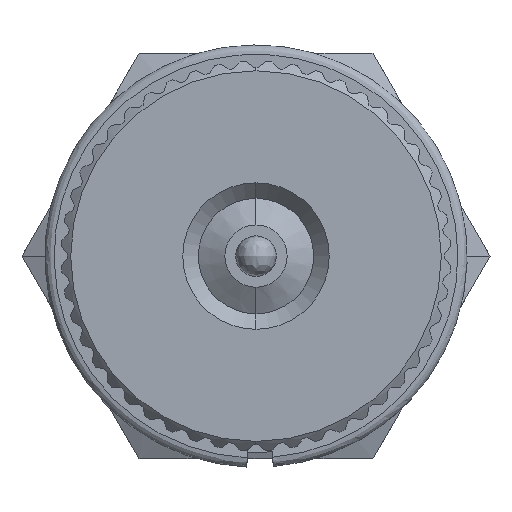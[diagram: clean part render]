
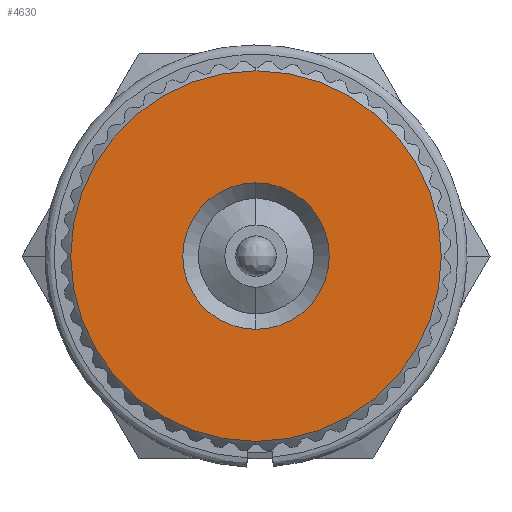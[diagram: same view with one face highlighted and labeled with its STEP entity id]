
A CAD part, left-side view. The second image highlights one B-rep face of the part: STEP entity #4630.
In plain terms, the highlighted planar face has unit normal (-1, 0, 0).
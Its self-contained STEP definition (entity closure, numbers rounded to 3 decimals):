
#274 = EDGE_LOOP ( 'NONE', ( #17067, #8009 ) ) ;
#556 = CIRCLE ( 'NONE', #3138, 2.35 ) ;
#963 = ORIENTED_EDGE ( 'NONE', *, *, #6638, .T. ) ;
#1316 = DIRECTION ( 'NONE',  ( 0., 0., -1. ) ) ;
#1438 = DIRECTION ( 'NONE',  ( 1., 0., 0. ) ) ;
#1704 = DIRECTION ( 'NONE',  ( 1., 0., 0. ) ) ;
#2351 = CARTESIAN_POINT ( 'NONE',  ( 0., 0., 0. ) ) ;
#2550 = CIRCLE ( 'NONE', #4895, 5.943 ) ;
#2744 = CIRCLE ( 'NONE', #7546, 2.35 ) ;
#2929 = CARTESIAN_POINT ( 'NONE',  ( 0., 0., 0. ) ) ;
#3138 = AXIS2_PLACEMENT_3D ( 'NONE', #2351, #17797, #17981 ) ;
#4311 = EDGE_CURVE ( 'NONE', #9198, #8090, #2550, .T. ) ;
#4593 = DIRECTION ( 'NONE',  ( 0., 0., -1. ) ) ;
#4630 = ADVANCED_FACE ( 'NONE', ( #11722, #14446 ), #7160, .F. ) ;
#4895 = AXIS2_PLACEMENT_3D ( 'NONE', #18389, #1704, #4593 ) ;
#5823 = DIRECTION ( 'NONE',  ( 1., 0., 0. ) ) ;
#5958 = VERTEX_POINT ( 'NONE', #7544 ) ;
#6456 = CARTESIAN_POINT ( 'NONE',  ( 0., 0., -5.943 ) ) ;
#6638 = EDGE_CURVE ( 'NONE', #9591, #5958, #2744, .T. ) ;
#7160 = PLANE ( 'NONE',  #11584 ) ;
#7544 = CARTESIAN_POINT ( 'NONE',  ( 0., 0., 2.35 ) ) ;
#7546 = AXIS2_PLACEMENT_3D ( 'NONE', #18067, #15268, #16695 ) ;
#8009 = ORIENTED_EDGE ( 'NONE', *, *, #4311, .F. ) ;
#8058 = EDGE_CURVE ( 'NONE', #5958, #9591, #556, .T. ) ;
#8090 = VERTEX_POINT ( 'NONE', #6456 ) ;
#9198 = VERTEX_POINT ( 'NONE', #18175 ) ;
#9591 = VERTEX_POINT ( 'NONE', #10764 ) ;
#9999 = DIRECTION ( 'NONE',  ( 0., 0., -1. ) ) ;
#10764 = CARTESIAN_POINT ( 'NONE',  ( 0., 0., -2.35 ) ) ;
#11198 = EDGE_CURVE ( 'NONE', #8090, #9198, #11531, .T. ) ;
#11528 = AXIS2_PLACEMENT_3D ( 'NONE', #2929, #5823, #9999 ) ;
#11531 = CIRCLE ( 'NONE', #11528, 5.943 ) ;
#11584 = AXIS2_PLACEMENT_3D ( 'NONE', #15693, #1438, #1316 ) ;
#11722 = FACE_BOUND ( 'NONE', #12556, .T. ) ;
#12556 = EDGE_LOOP ( 'NONE', ( #13617, #963 ) ) ;
#13617 = ORIENTED_EDGE ( 'NONE', *, *, #8058, .T. ) ;
#14446 = FACE_OUTER_BOUND ( 'NONE', #274, .T. ) ;
#15268 = DIRECTION ( 'NONE',  ( 1., 0., 0. ) ) ;
#15693 = CARTESIAN_POINT ( 'NONE',  ( 0., 0., 0. ) ) ;
#16695 = DIRECTION ( 'NONE',  ( 0., 0., -1. ) ) ;
#17067 = ORIENTED_EDGE ( 'NONE', *, *, #11198, .F. ) ;
#17797 = DIRECTION ( 'NONE',  ( 1., 0., 0. ) ) ;
#17981 = DIRECTION ( 'NONE',  ( 0., 0., -1. ) ) ;
#18067 = CARTESIAN_POINT ( 'NONE',  ( 0., 0., 0. ) ) ;
#18175 = CARTESIAN_POINT ( 'NONE',  ( 0., 0., 5.943 ) ) ;
#18389 = CARTESIAN_POINT ( 'NONE',  ( 0., 0., 0. ) ) ;
